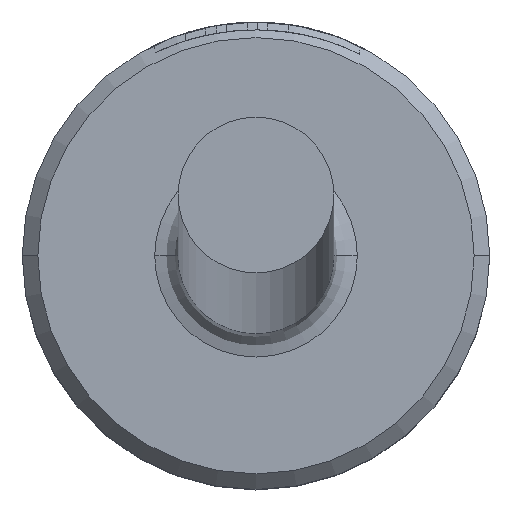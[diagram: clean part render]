
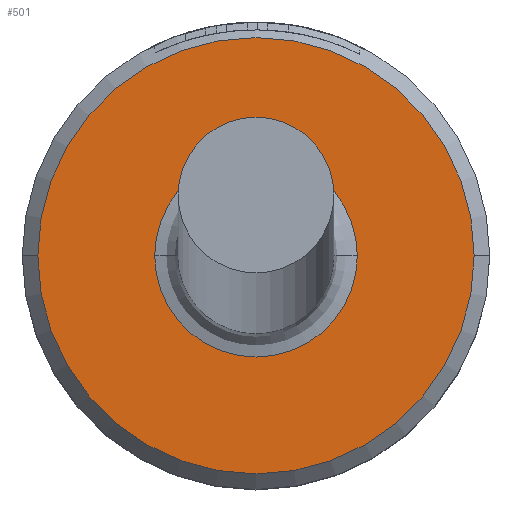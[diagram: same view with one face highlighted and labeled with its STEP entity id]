
A CAD part, top view. The second image highlights one B-rep face of the part: STEP entity #501.
In plain terms, the highlighted planar face has unit normal (0, 0, 1).
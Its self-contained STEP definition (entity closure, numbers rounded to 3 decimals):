
#1 = CIRCLE ( 'NONE', #418, 2.8 ) ;
#20 = CARTESIAN_POINT ( 'NONE',  ( 1.3, 0., 4. ) ) ;
#131 = CIRCLE ( 'NONE', #1135, 2.8 ) ;
#164 = EDGE_LOOP ( 'NONE', ( #505, #288 ) ) ;
#222 = CARTESIAN_POINT ( 'NONE',  ( 0., 0., 4. ) ) ;
#231 = EDGE_LOOP ( 'NONE', ( #998, #576 ) ) ;
#288 = ORIENTED_EDGE ( 'NONE', *, *, #885, .T. ) ;
#321 = DIRECTION ( 'NONE',  ( 1., 0., 0. ) ) ;
#340 = CARTESIAN_POINT ( 'NONE',  ( -1.3, 0., 4. ) ) ;
#342 = CARTESIAN_POINT ( 'NONE',  ( -2.8, 0., 4. ) ) ;
#352 = AXIS2_PLACEMENT_3D ( 'NONE', #1022, #499, #1107 ) ;
#369 = CARTESIAN_POINT ( 'NONE',  ( 0., 0., 4. ) ) ;
#411 = CARTESIAN_POINT ( 'NONE',  ( 0., 0., 4. ) ) ;
#418 = AXIS2_PLACEMENT_3D ( 'NONE', #369, #1005, #477 ) ;
#429 = VERTEX_POINT ( 'NONE', #342 ) ;
#431 = FACE_BOUND ( 'NONE', #231, .T. ) ;
#477 = DIRECTION ( 'NONE',  ( 1., 0., 0. ) ) ;
#498 = CARTESIAN_POINT ( 'NONE',  ( 2.8, 0., 4. ) ) ;
#499 = DIRECTION ( 'NONE',  ( 0., 0., -1. ) ) ;
#501 = ADVANCED_FACE ( 'NONE', ( #991, #431 ), #871, .T. ) ;
#505 = ORIENTED_EDGE ( 'NONE', *, *, #719, .T. ) ;
#513 = DIRECTION ( 'NONE',  ( 0., 0., 1. ) ) ;
#538 = DIRECTION ( 'NONE',  ( 0., 0., -1. ) ) ;
#576 = ORIENTED_EDGE ( 'NONE', *, *, #778, .T. ) ;
#639 = CIRCLE ( 'NONE', #1018, 1.3 ) ;
#719 = EDGE_CURVE ( 'NONE', #429, #1060, #1, .T. ) ;
#778 = EDGE_CURVE ( 'NONE', #789, #922, #1148, .T. ) ;
#789 = VERTEX_POINT ( 'NONE', #20 ) ;
#871 = PLANE ( 'NONE',  #1048 ) ;
#878 = DIRECTION ( 'NONE',  ( 0., 0., 1. ) ) ;
#885 = EDGE_CURVE ( 'NONE', #1060, #429, #131, .T. ) ;
#900 = EDGE_CURVE ( 'NONE', #922, #789, #639, .T. ) ;
#922 = VERTEX_POINT ( 'NONE', #340 ) ;
#991 = FACE_OUTER_BOUND ( 'NONE', #164, .T. ) ;
#998 = ORIENTED_EDGE ( 'NONE', *, *, #900, .T. ) ;
#1005 = DIRECTION ( 'NONE',  ( 0., 0., 1. ) ) ;
#1018 = AXIS2_PLACEMENT_3D ( 'NONE', #1057, #538, #1145 ) ;
#1022 = CARTESIAN_POINT ( 'NONE',  ( 0., 0., 4. ) ) ;
#1048 = AXIS2_PLACEMENT_3D ( 'NONE', #411, #513, #1122 ) ;
#1057 = CARTESIAN_POINT ( 'NONE',  ( 0., 0., 4. ) ) ;
#1060 = VERTEX_POINT ( 'NONE', #498 ) ;
#1107 = DIRECTION ( 'NONE',  ( -1., 0., 0. ) ) ;
#1122 = DIRECTION ( 'NONE',  ( 1., 0., 0. ) ) ;
#1135 = AXIS2_PLACEMENT_3D ( 'NONE', #222, #878, #321 ) ;
#1145 = DIRECTION ( 'NONE',  ( -1., 0., 0. ) ) ;
#1148 = CIRCLE ( 'NONE', #352, 1.3 ) ;
